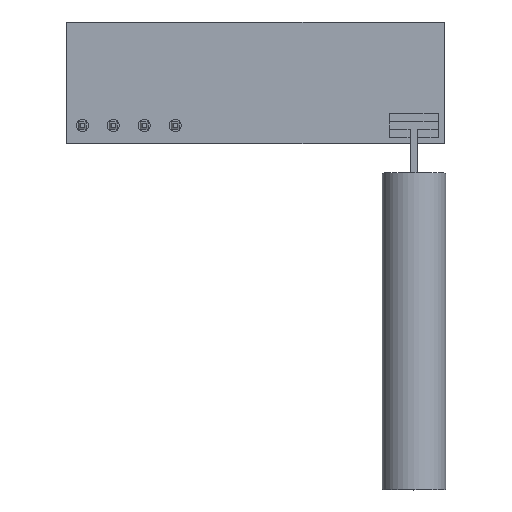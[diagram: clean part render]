
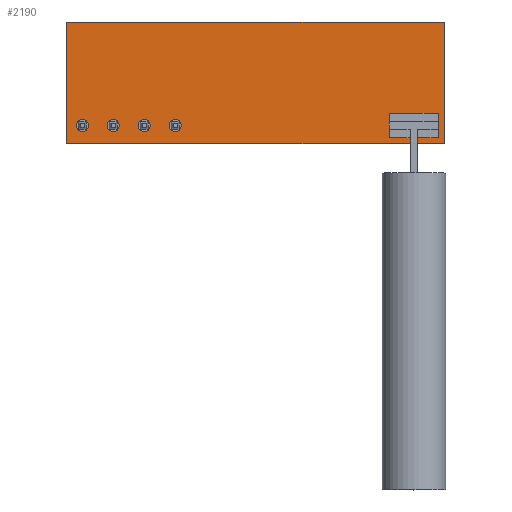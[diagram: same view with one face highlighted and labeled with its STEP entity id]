
A CAD part, top view. The second image highlights one B-rep face of the part: STEP entity #2190.
In plain terms, the highlighted face is planar.
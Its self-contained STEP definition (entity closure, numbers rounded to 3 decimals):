
#15=CIRCLE('',#2377,0.5);
#17=CIRCLE('',#2380,0.5);
#19=CIRCLE('',#2383,0.5);
#21=CIRCLE('',#2386,0.5);
#77=FACE_BOUND('',#315,.T.);
#78=FACE_BOUND('',#316,.T.);
#79=FACE_BOUND('',#317,.T.);
#80=FACE_BOUND('',#318,.T.);
#183=FACE_OUTER_BOUND('',#314,.T.);
#314=EDGE_LOOP('',(#1791,#1792,#1793,#1794));
#315=EDGE_LOOP('',(#1795));
#316=EDGE_LOOP('',(#1796));
#317=EDGE_LOOP('',(#1797));
#318=EDGE_LOOP('',(#1798));
#538=LINE('',#3397,#821);
#542=LINE('',#3405,#825);
#545=LINE('',#3411,#828);
#548=LINE('',#3416,#831);
#821=VECTOR('',#2789,10.);
#825=VECTOR('',#2795,10.);
#828=VECTOR('',#2800,10.);
#831=VECTOR('',#2805,10.);
#1043=VERTEX_POINT('',#3373);
#1045=VERTEX_POINT('',#3379);
#1047=VERTEX_POINT('',#3385);
#1049=VERTEX_POINT('',#3391);
#1050=VERTEX_POINT('',#3395);
#1051=VERTEX_POINT('',#3396);
#1054=VERTEX_POINT('',#3404);
#1056=VERTEX_POINT('',#3410);
#1294=EDGE_CURVE('',#1043,#1043,#15,.T.);
#1297=EDGE_CURVE('',#1045,#1045,#17,.T.);
#1300=EDGE_CURVE('',#1047,#1047,#19,.T.);
#1303=EDGE_CURVE('',#1049,#1049,#21,.T.);
#1304=EDGE_CURVE('',#1050,#1051,#538,.T.);
#1308=EDGE_CURVE('',#1054,#1050,#542,.T.);
#1311=EDGE_CURVE('',#1056,#1054,#545,.T.);
#1314=EDGE_CURVE('',#1051,#1056,#548,.T.);
#1791=ORIENTED_EDGE('',*,*,#1314,.F.);
#1792=ORIENTED_EDGE('',*,*,#1304,.F.);
#1793=ORIENTED_EDGE('',*,*,#1308,.F.);
#1794=ORIENTED_EDGE('',*,*,#1311,.F.);
#1795=ORIENTED_EDGE('',*,*,#1294,.T.);
#1796=ORIENTED_EDGE('',*,*,#1297,.T.);
#1797=ORIENTED_EDGE('',*,*,#1300,.T.);
#1798=ORIENTED_EDGE('',*,*,#1303,.T.);
#2072=PLANE('',#2392);
#2190=ADVANCED_FACE('',(#183,#77,#78,#79,#80),#2072,.F.);
#2377=AXIS2_PLACEMENT_3D('',#3375,#2764,#2765);
#2380=AXIS2_PLACEMENT_3D('',#3381,#2771,#2772);
#2383=AXIS2_PLACEMENT_3D('',#3387,#2778,#2779);
#2386=AXIS2_PLACEMENT_3D('',#3393,#2785,#2786);
#2392=AXIS2_PLACEMENT_3D('',#3419,#2809,#2810);
#2764=DIRECTION('center_axis',(0.,0.,1.));
#2765=DIRECTION('ref_axis',(-1.,0.,0.));
#2771=DIRECTION('center_axis',(0.,0.,1.));
#2772=DIRECTION('ref_axis',(-1.,0.,0.));
#2778=DIRECTION('center_axis',(0.,0.,1.));
#2779=DIRECTION('ref_axis',(-1.,0.,0.));
#2785=DIRECTION('center_axis',(0.,0.,1.));
#2786=DIRECTION('ref_axis',(-1.,0.,0.));
#2789=DIRECTION('',(-1.,0.,0.));
#2795=DIRECTION('',(0.,1.,0.));
#2800=DIRECTION('',(1.,0.,0.));
#2805=DIRECTION('',(0.,-1.,0.));
#2809=DIRECTION('center_axis',(0.,0.,1.));
#2810=DIRECTION('ref_axis',(1.,0.,0.));
#3373=CARTESIAN_POINT('',(25.12,1.5,0.));
#3375=CARTESIAN_POINT('Origin',(24.62,1.5,0.));
#3379=CARTESIAN_POINT('',(27.66,1.5,0.));
#3381=CARTESIAN_POINT('Origin',(27.16,1.5,0.));
#3385=CARTESIAN_POINT('',(22.58,1.5,0.));
#3387=CARTESIAN_POINT('Origin',(22.08,1.5,0.));
#3391=CARTESIAN_POINT('',(30.2,1.5,0.));
#3393=CARTESIAN_POINT('Origin',(29.7,1.5,0.));
#3395=CARTESIAN_POINT('',(31.,10.,0.));
#3396=CARTESIAN_POINT('',(0.,10.,0.));
#3397=CARTESIAN_POINT('',(31.,10.,0.));
#3404=CARTESIAN_POINT('',(31.,0.,0.));
#3405=CARTESIAN_POINT('',(31.,0.,0.));
#3410=CARTESIAN_POINT('',(0.,0.,0.));
#3411=CARTESIAN_POINT('',(0.,0.,0.));
#3416=CARTESIAN_POINT('',(0.,10.,0.));
#3419=CARTESIAN_POINT('Origin',(15.5,5.,0.));
